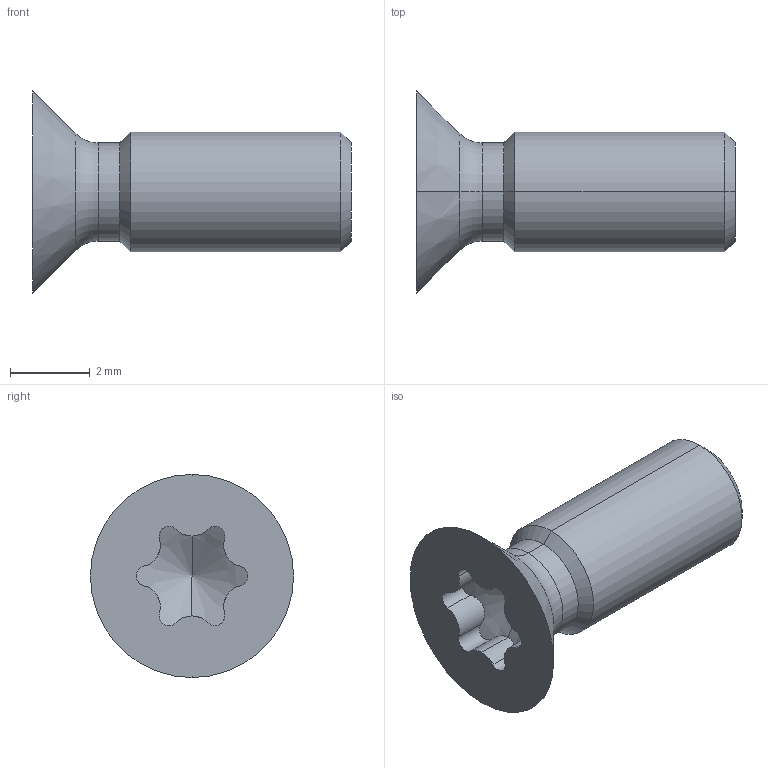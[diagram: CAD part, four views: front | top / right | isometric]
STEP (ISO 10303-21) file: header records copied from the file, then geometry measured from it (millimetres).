
FILE_DESCRIPTION (( 'STEP AP214' ), '1' );
FILE_NAME ('screw_iso14581-m3x8-4_8.STEP', '2018-11-26T11:34:01', ( '' ), ( '' ), 'SwSTEP 2.0', 'SolidWorks 2016', '' );
FILE_SCHEMA (( 'AUTOMOTIVE_DESIGN' ));
Length unit declared in the file: millimetre
Products named in the file (1): screw_iso14581-m3x8-4_8
Bounding box: 8 x 5.1 x 5.1 mm (x, y, z)
Volume: 55.5 mm3; surface area: 118.3 mm2
Topology: 1 solids, 1 shells, 30 faces, 72 edges, 43 vertices
Faces by surface type: cylinder 18, cone 8, torus 2, plane 2
Entity records: 972 total; most frequent: CARTESIAN_POINT 254, DIRECTION 148, ORIENTED_EDGE 140, EDGE_CURVE 70, AXIS2_PLACEMENT_3D 61, VERTEX_POINT 43, EDGE_LOOP 31, CIRCLE 30
